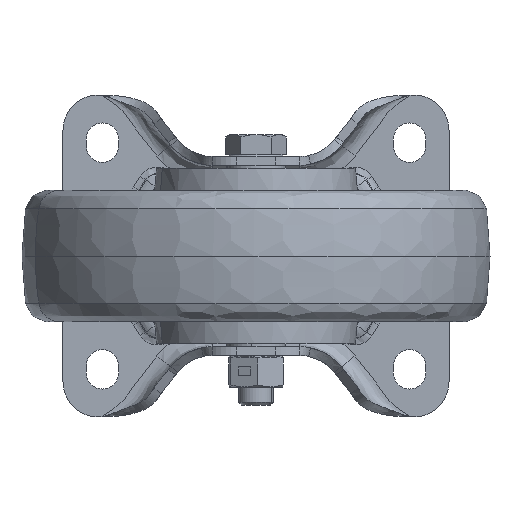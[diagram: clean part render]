
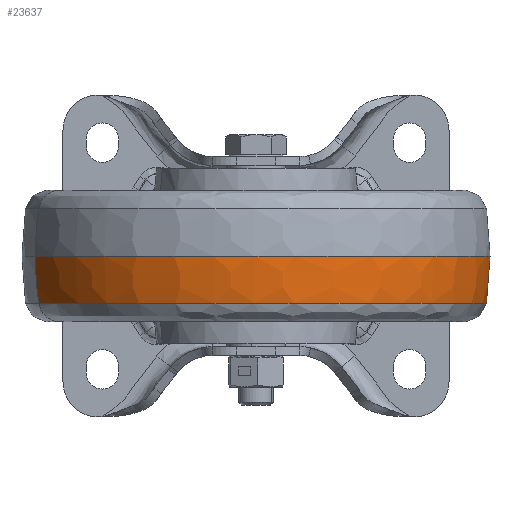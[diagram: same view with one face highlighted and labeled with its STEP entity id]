
A CAD part, front view. The second image highlights one B-rep face of the part: STEP entity #23637.
In plain terms, the highlighted toroidal (fillet/blend) face has major radius 25 mm and minor radius 105 mm.
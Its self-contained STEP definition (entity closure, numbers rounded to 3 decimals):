
#85 = AXIS2_PLACEMENT_3D ( 'NONE', #26906, #29779, #2731 ) ;
#316 = ORIENTED_EDGE ( 'NONE', *, *, #22286, .T. ) ;
#603 = CARTESIAN_POINT ( 'NONE',  ( 74.272, -83.71, -16.094 ) ) ;
#2713 = ORIENTED_EDGE ( 'NONE', *, *, #25105, .F. ) ;
#2731 = DIRECTION ( 'NONE',  ( -0.943, -0.334, 0. ) ) ;
#3612 = CARTESIAN_POINT ( 'NONE',  ( 75.415, -83.306, 0. ) ) ;
#4017 = VERTEX_POINT ( 'NONE', #603 ) ;
#4186 = EDGE_CURVE ( 'NONE', #5592, #4017, #13119, .T. ) ;
#5327 = ORIENTED_EDGE ( 'NONE', *, *, #4186, .T. ) ;
#5592 = VERTEX_POINT ( 'NONE', #12639 ) ;
#6867 = TOROIDAL_SURFACE ( 'NONE', #26618, -25., 105. ) ;
#9217 = CIRCLE ( 'NONE', #85, 80. ) ;
#11635 = DIRECTION ( 'NONE',  ( -0.334, 0.943, 0. ) ) ;
#11883 = ORIENTED_EDGE ( 'NONE', *, *, #30027, .F. ) ;
#12097 = AXIS2_PLACEMENT_3D ( 'NONE', #15991, #28443, #30844 ) ;
#12639 = CARTESIAN_POINT ( 'NONE',  ( -74.272, -136.29, -16.094 ) ) ;
#13119 = CIRCLE ( 'NONE', #12097, 78.788 ) ;
#14790 = VERTEX_POINT ( 'NONE', #27658 ) ;
#15991 = CARTESIAN_POINT ( 'NONE',  ( 0., -110., -16.094 ) ) ;
#16019 = CIRCLE ( 'NONE', #24132, 105. ) ;
#17389 = FACE_OUTER_BOUND ( 'NONE', #22237, .T. ) ;
#17410 = CARTESIAN_POINT ( 'NONE',  ( -23.567, -118.342, -0.186 ) ) ;
#17723 = DIRECTION ( 'NONE',  ( 0.334, -0.943, 0. ) ) ;
#20548 = DIRECTION ( 'NONE',  ( -0.943, -0.334, 0. ) ) ;
#21636 = VERTEX_POINT ( 'NONE', #3612 ) ;
#22237 = EDGE_LOOP ( 'NONE', ( #5327, #316, #11883, #2713 ) ) ;
#22286 = EDGE_CURVE ( 'NONE', #4017, #21636, #26012, .T. ) ;
#23637 = ADVANCED_FACE ( 'NONE', ( #17389 ), #6867, .T. ) ;
#24132 = AXIS2_PLACEMENT_3D ( 'NONE', #28828, #11635, #26410 ) ;
#25105 = EDGE_CURVE ( 'NONE', #5592, #14790, #16019, .T. ) ;
#25479 = CARTESIAN_POINT ( 'NONE',  ( 0., -110., -0.186 ) ) ;
#26012 = CIRCLE ( 'NONE', #26526, 105. ) ;
#26410 = DIRECTION ( 'NONE',  ( -0.943, -0.334, 0. ) ) ;
#26526 = AXIS2_PLACEMENT_3D ( 'NONE', #17410, #17723, #27789 ) ;
#26618 = AXIS2_PLACEMENT_3D ( 'NONE', #25479, #30317, #20548 ) ;
#26906 = CARTESIAN_POINT ( 'NONE',  ( 0., -110., 0. ) ) ;
#27658 = CARTESIAN_POINT ( 'NONE',  ( -75.415, -136.694, 0. ) ) ;
#27789 = DIRECTION ( 'NONE',  ( 0.943, 0.334, 0. ) ) ;
#28443 = DIRECTION ( 'NONE',  ( 0., 0., 1. ) ) ;
#28828 = CARTESIAN_POINT ( 'NONE',  ( 23.567, -101.658, -0.186 ) ) ;
#29779 = DIRECTION ( 'NONE',  ( 0., 0., 1. ) ) ;
#30027 = EDGE_CURVE ( 'NONE', #14790, #21636, #9217, .T. ) ;
#30317 = DIRECTION ( 'NONE',  ( 0., 0., 1. ) ) ;
#30844 = DIRECTION ( 'NONE',  ( -0.943, -0.334, 0. ) ) ;
